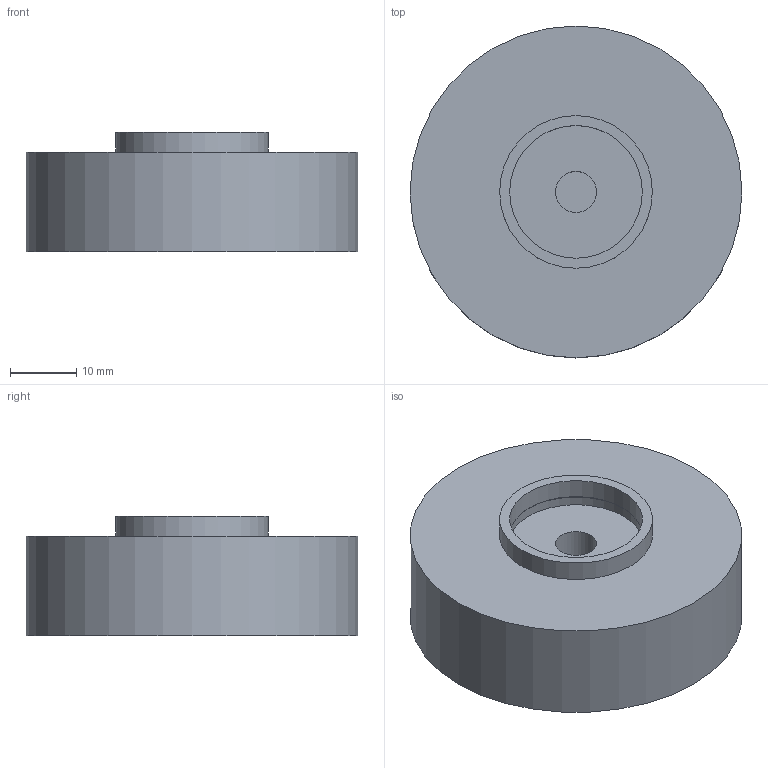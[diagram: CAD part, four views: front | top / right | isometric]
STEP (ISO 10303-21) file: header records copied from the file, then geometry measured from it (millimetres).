
FILE_DESCRIPTION(('FreeCAD Model'),'2;1');
FILE_NAME('Open CASCADE Shape Model','2025-09-15T19:59:18',(''),(''), 'Open CASCADE STEP processor 7.8','FreeCAD','Unknown');
FILE_SCHEMA(('AUTOMOTIVE_DESIGN { 1 0 10303 214 1 1 1 1 }'));
Length unit declared in the file: millimetre
Products named in the file (1): Handwheel
Bounding box: 50 x 50 x 18 mm (x, y, z)
Volume: 27763 mm3; surface area: 7295.5 mm2
Topology: 1 solids, 1 shells, 13 faces, 23 edges, 14 vertices
Faces by surface type: plane 6, cylinder 5, sphere 2
Full cylindrical faces by diameter (mm): 6.2 x1, 20 x1, 20.2 x1, 23 x1, 50 x1
Entity records: 576 total; most frequent: CARTESIAN_POINT 97, DIRECTION 97, ORIENTED_EDGE 38, PCURVE 38, DEFINITIONAL_REPRESENTATION 38, LINE 29, VECTOR 29, AXIS2_PLACEMENT_3D 28
